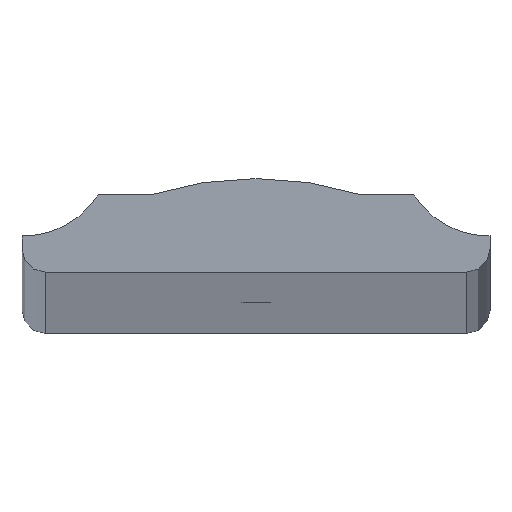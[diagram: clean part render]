
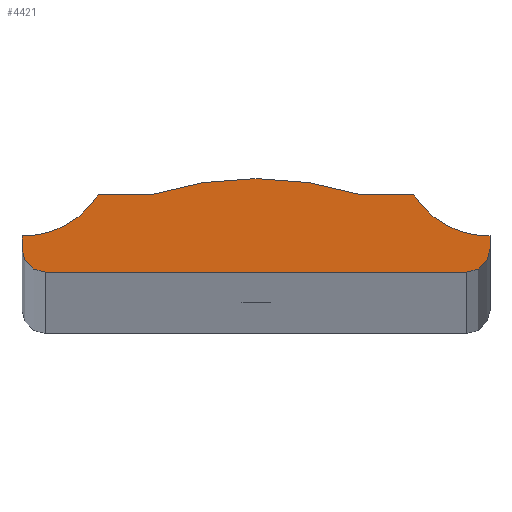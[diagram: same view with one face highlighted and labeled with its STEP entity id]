
A CAD part, top view. The second image highlights one B-rep face of the part: STEP entity #4421.
In plain terms, the highlighted planar face has unit normal (0, 0, 1).
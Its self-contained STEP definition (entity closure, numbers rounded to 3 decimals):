
#253 = CARTESIAN_POINT ( 'NONE',  ( 20., 3.106, 1500. ) ) ;
#306 = VERTEX_POINT ( 'NONE', #2897 ) ;
#325 = PLANE ( 'NONE',  #7328 ) ;
#345 = CARTESIAN_POINT ( 'NONE',  ( -18., 0., 1500. ) ) ;
#379 = CIRCLE ( 'NONE', #6943, 2. ) ;
#392 = CARTESIAN_POINT ( 'NONE',  ( -19.845, 10.604, 1500. ) ) ;
#404 = EDGE_CURVE ( 'NONE', #8912, #9327, #979, .T. ) ;
#423 = VERTEX_POINT ( 'NONE', #2559 ) ;
#512 = ORIENTED_EDGE ( 'NONE', *, *, #8522, .T. ) ;
#633 = CARTESIAN_POINT ( 'NONE',  ( 19.845, 10.604, 1500. ) ) ;
#744 = DIRECTION ( 'NONE',  ( 0., 0., -1. ) ) ;
#869 = AXIS2_PLACEMENT_3D ( 'NONE', #6155, #7719, #9081 ) ;
#948 = DIRECTION ( 'NONE',  ( -1., 0., 0. ) ) ;
#957 = ORIENTED_EDGE ( 'NONE', *, *, #991, .T. ) ;
#979 = LINE ( 'NONE', #5656, #8935 ) ;
#991 = EDGE_CURVE ( 'NONE', #7558, #2711, #1571, .T. ) ;
#1571 = LINE ( 'NONE', #9893, #4983 ) ;
#1733 = CARTESIAN_POINT ( 'NONE',  ( -18., 2., 1500. ) ) ;
#1896 = DIRECTION ( 'NONE',  ( 0., 0., 1. ) ) ;
#1916 = ORIENTED_EDGE ( 'NONE', *, *, #6404, .T. ) ;
#2034 = CARTESIAN_POINT ( 'NONE',  ( 13.5, 6.606, 1500. ) ) ;
#2122 = VECTOR ( 'NONE', #7511, 1000. ) ;
#2191 = AXIS2_PLACEMENT_3D ( 'NONE', #1733, #7923, #5636 ) ;
#2341 = EDGE_CURVE ( 'NONE', #4903, #3061, #5083, .T. ) ;
#2559 = CARTESIAN_POINT ( 'NONE',  ( 9., 6.606, 1500. ) ) ;
#2711 = VERTEX_POINT ( 'NONE', #7121 ) ;
#2736 = DIRECTION ( 'NONE',  ( 1., 0., 0. ) ) ;
#2897 = CARTESIAN_POINT ( 'NONE',  ( 18., 0., 1500. ) ) ;
#3061 = VERTEX_POINT ( 'NONE', #2034 ) ;
#3225 = CARTESIAN_POINT ( 'NONE',  ( -19.845, 10.604, 1500. ) ) ;
#3303 = ORIENTED_EDGE ( 'NONE', *, *, #4777, .T. ) ;
#3357 = DIRECTION ( 'NONE',  ( 0., 0., 1. ) ) ;
#3389 = DIRECTION ( 'NONE',  ( 1., 0., 0. ) ) ;
#3466 = CARTESIAN_POINT ( 'NONE',  ( 13.5, 6.606, 1500. ) ) ;
#3491 = CARTESIAN_POINT ( 'NONE',  ( -20., 3.106, 1500. ) ) ;
#3620 = CIRCLE ( 'NONE', #3621, 7.5 ) ;
#3621 = AXIS2_PLACEMENT_3D ( 'NONE', #3225, #4010, #7812 ) ;
#3857 = DIRECTION ( 'NONE',  ( -1., 0., 0. ) ) ;
#3916 = ORIENTED_EDGE ( 'NONE', *, *, #8928, .T. ) ;
#4010 = DIRECTION ( 'NONE',  ( 0., 0., -1. ) ) ;
#4221 = LINE ( 'NONE', #4332, #2122 ) ;
#4237 = LINE ( 'NONE', #4295, #8212 ) ;
#4291 = AXIS2_PLACEMENT_3D ( 'NONE', #633, #744, #3857 ) ;
#4295 = CARTESIAN_POINT ( 'NONE',  ( -20., 0., 1500. ) ) ;
#4332 = CARTESIAN_POINT ( 'NONE',  ( 20., 0., 1500. ) ) ;
#4421 = ADVANCED_FACE ( 'NONE', ( #9303 ), #325, .T. ) ;
#4590 = VECTOR ( 'NONE', #5033, 1000. ) ;
#4777 = EDGE_CURVE ( 'NONE', #306, #9582, #379, .T. ) ;
#4903 = VERTEX_POINT ( 'NONE', #253 ) ;
#4983 = VECTOR ( 'NONE', #9023, 1000. ) ;
#5033 = DIRECTION ( 'NONE',  ( -1., 0., 0. ) ) ;
#5083 = CIRCLE ( 'NONE', #4291, 7.5 ) ;
#5636 = DIRECTION ( 'NONE',  ( 1., 0., 0. ) ) ;
#5656 = CARTESIAN_POINT ( 'NONE',  ( -13.5, 6.606, 1500. ) ) ;
#5954 = CARTESIAN_POINT ( 'NONE',  ( -9., 6.606, 1500. ) ) ;
#6155 = CARTESIAN_POINT ( 'NONE',  ( 0., -21.75, 1500. ) ) ;
#6404 = EDGE_CURVE ( 'NONE', #2711, #6481, #6752, .T. ) ;
#6481 = VERTEX_POINT ( 'NONE', #345 ) ;
#6603 = ORIENTED_EDGE ( 'NONE', *, *, #404, .T. ) ;
#6639 = ORIENTED_EDGE ( 'NONE', *, *, #7104, .T. ) ;
#6652 = LINE ( 'NONE', #3466, #4590 ) ;
#6752 = CIRCLE ( 'NONE', #2191, 2. ) ;
#6857 = ORIENTED_EDGE ( 'NONE', *, *, #9258, .T. ) ;
#6943 = AXIS2_PLACEMENT_3D ( 'NONE', #9520, #3357, #3389 ) ;
#7104 = EDGE_CURVE ( 'NONE', #9582, #4903, #4221, .T. ) ;
#7121 = CARTESIAN_POINT ( 'NONE',  ( -20., 2., 1500. ) ) ;
#7328 = AXIS2_PLACEMENT_3D ( 'NONE', #392, #1896, #8853 ) ;
#7511 = DIRECTION ( 'NONE',  ( 0., 1., 0. ) ) ;
#7558 = VERTEX_POINT ( 'NONE', #3491 ) ;
#7719 = DIRECTION ( 'NONE',  ( 0., 0., 1. ) ) ;
#7812 = DIRECTION ( 'NONE',  ( 1., 0., 0. ) ) ;
#7814 = EDGE_LOOP ( 'NONE', ( #957, #1916, #6857, #3303, #6639, #8691, #8098, #3916, #6603, #512 ) ) ;
#7859 = CIRCLE ( 'NONE', #869, 29.75 ) ;
#7923 = DIRECTION ( 'NONE',  ( 0., 0., 1. ) ) ;
#8098 = ORIENTED_EDGE ( 'NONE', *, *, #9459, .T. ) ;
#8212 = VECTOR ( 'NONE', #2736, 1000. ) ;
#8522 = EDGE_CURVE ( 'NONE', #9327, #7558, #3620, .T. ) ;
#8691 = ORIENTED_EDGE ( 'NONE', *, *, #2341, .T. ) ;
#8853 = DIRECTION ( 'NONE',  ( 1., 0., 0. ) ) ;
#8912 = VERTEX_POINT ( 'NONE', #5954 ) ;
#8928 = EDGE_CURVE ( 'NONE', #423, #8912, #7859, .T. ) ;
#8935 = VECTOR ( 'NONE', #948, 1000. ) ;
#9023 = DIRECTION ( 'NONE',  ( 0., -1., 0. ) ) ;
#9081 = DIRECTION ( 'NONE',  ( -1., 0., 0. ) ) ;
#9179 = CARTESIAN_POINT ( 'NONE',  ( 20., 2., 1500. ) ) ;
#9258 = EDGE_CURVE ( 'NONE', #6481, #306, #4237, .T. ) ;
#9303 = FACE_OUTER_BOUND ( 'NONE', #7814, .T. ) ;
#9327 = VERTEX_POINT ( 'NONE', #9745 ) ;
#9459 = EDGE_CURVE ( 'NONE', #3061, #423, #6652, .T. ) ;
#9520 = CARTESIAN_POINT ( 'NONE',  ( 18., 2., 1500. ) ) ;
#9582 = VERTEX_POINT ( 'NONE', #9179 ) ;
#9745 = CARTESIAN_POINT ( 'NONE',  ( -13.5, 6.606, 1500. ) ) ;
#9893 = CARTESIAN_POINT ( 'NONE',  ( -20., 0., 1500. ) ) ;
